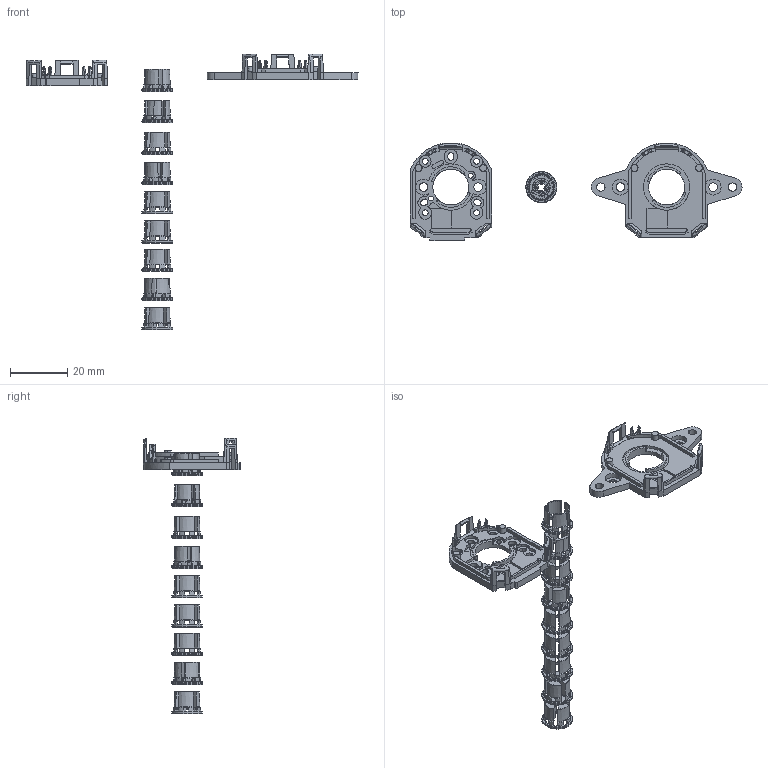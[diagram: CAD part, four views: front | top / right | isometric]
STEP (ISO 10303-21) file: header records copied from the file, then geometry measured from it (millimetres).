
FILE_DESCRIPTION (( 'STEP AP214' ), '1' );
FILE_NAME ('CUI-KIT-2.STEP', '2025-04-01T17:09:33', ( '' ), ( '' ), 'SwSTEP 2.0', 'SolidWorks 2021', '' );
FILE_SCHEMA (( 'AUTOMOTIVE_DESIGN' ));
Length unit declared in the file: inch
Products named in the file (1): CUI-KIT-2
Bounding box: 116.15 x 34.14 x 96.53 mm (x, y, z)
Volume: 5700.6 mm3; surface area: 9909.4 mm2
Topology: 11 solids, 11 shells, 1365 faces, 4213 edges, 2801 vertices
Faces by surface type: cone 524, plane 444, cylinder 346, bspline 51
Entity records: 52260 total; most frequent: CARTESIAN_POINT 14297, ORIENTED_EDGE 8426, DIRECTION 7246, EDGE_CURVE 4213, AXIS2_PLACEMENT_3D 2822, VERTEX_POINT 2801, LINE 1602, VECTOR 1602
